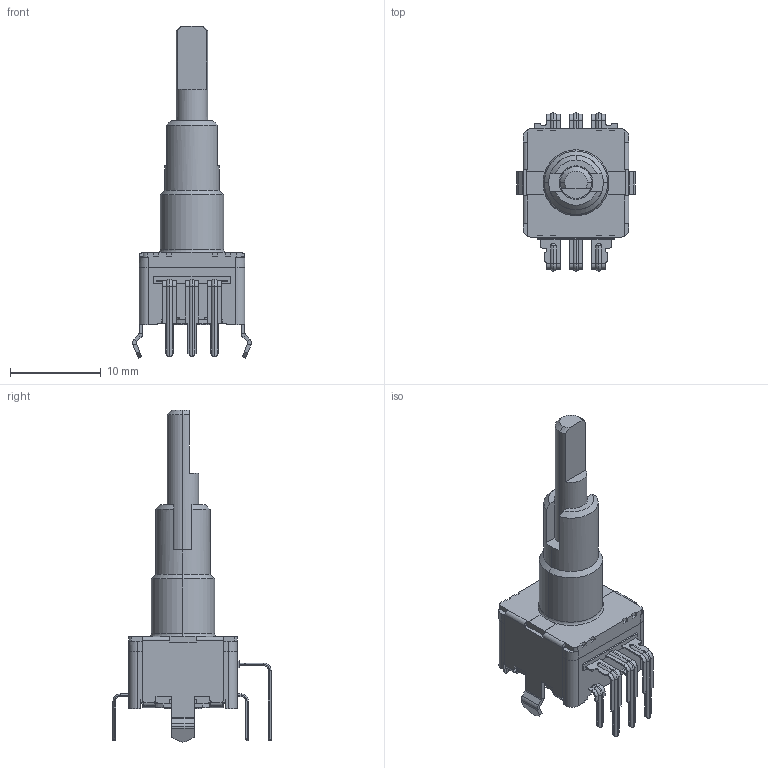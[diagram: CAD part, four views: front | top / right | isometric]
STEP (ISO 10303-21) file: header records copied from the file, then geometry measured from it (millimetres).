
FILE_DESCRIPTION (( 'STEP AP214' ), '1' );
FILE_NAME ('EC11EBB24C03.STEP', '2022-05-16T12:57:52', ( '' ), ( '' ), 'SwSTEP 2.0', 'SolidWorks 2018', '' );
FILE_SCHEMA (( 'AUTOMOTIVE_DESIGN' ));
Length unit declared in the file: millimetre
Products named in the file (1): EC11EBB24C03
Bounding box: 13.1 x 17.45 x 36.65 mm (x, y, z)
Volume: 1590.2 mm3; surface area: 1759.2 mm2
Topology: 1 solids, 1 shells, 858 faces, 2144 edges, 1307 vertices
Faces by surface type: plane 543, cylinder 251, torus 38, cone 18, bspline 8
Entity records: 26466 total; most frequent: CARTESIAN_POINT 4889, ORIENTED_EDGE 4280, DIRECTION 4222, EDGE_CURVE 2140, VECTOR 1560, LINE 1560, AXIS2_PLACEMENT_3D 1331, VERTEX_POINT 1307
